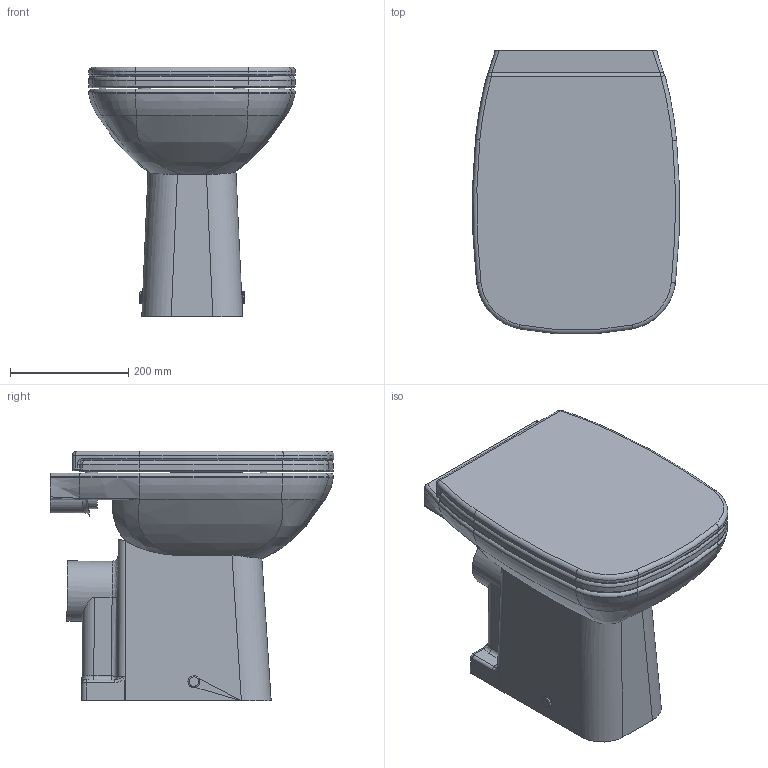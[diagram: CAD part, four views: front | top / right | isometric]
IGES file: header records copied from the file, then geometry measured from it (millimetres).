
Global section: file name: No Iges File Name specified; native system: AutoDesk Inventor R11.0; preprocessor: AutoDesk Inventor Iges Exporter R11.0; author: No Author specified; organization: No Organization specified; date: 20071116.113648; units: millimetre
Bounding box: 349.67 x 479.9 x 422.22 mm (x, y, z)
Volume: 20112951.9 mm3; surface area: 1324280.7 mm2
Topology: 5 solids, 5 shells, 301 faces, 723 edges, 435 vertices
Faces by surface type: bspline 74, torus 69, cylinder 62, plane 51, revolution 39, sphere 6
